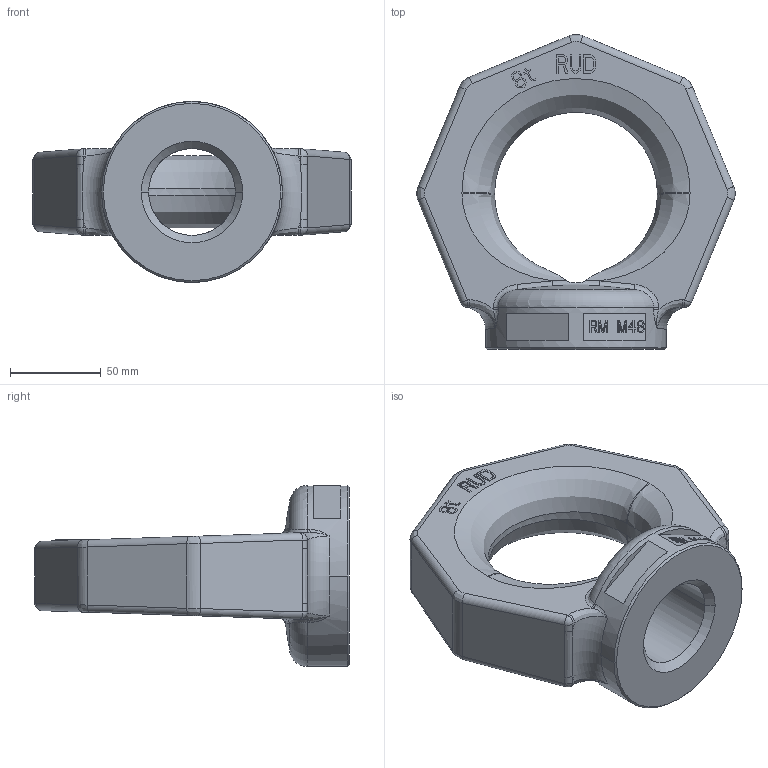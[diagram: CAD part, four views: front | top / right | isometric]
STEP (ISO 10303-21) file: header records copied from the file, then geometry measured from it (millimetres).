
FILE_DESCRIPTION((''),'2;1');
FILE_NAME('001-M31470-P-5','2004-10-07T',('Leichs'),(''),'PRO/ENGINEER BY PARAMETRIC TECHNOLOGY CORPORATION, 2001400','PRO/ENGINEER BY PARAMETRIC TECHNOLOGY CORPORATION, 2001400','');
FILE_SCHEMA(('CONFIG_CONTROL_DESIGN'));
Length unit declared in the file: millimetre
Products named in the file (1): 001-M31470-P-5
Bounding box: 175.84 x 173.92 x 100 mm (x, y, z)
Volume: 717944.3 mm3; surface area: 74657.3 mm2
Topology: 1 solids, 1 shells, 415 faces, 1126 edges, 730 vertices
Faces by surface type: plane 327, bspline 44, cylinder 30, cone 6, sphere 4, torus 4
Entity records: 16863 total; most frequent: CARTESIAN_POINT 6688, ORIENTED_EDGE 2252, DIRECTION 1844, EDGE_CURVE 1126, VECTOR 942, LINE 942, VERTEX_POINT 730, AXIS2_PLACEMENT_3D 451
